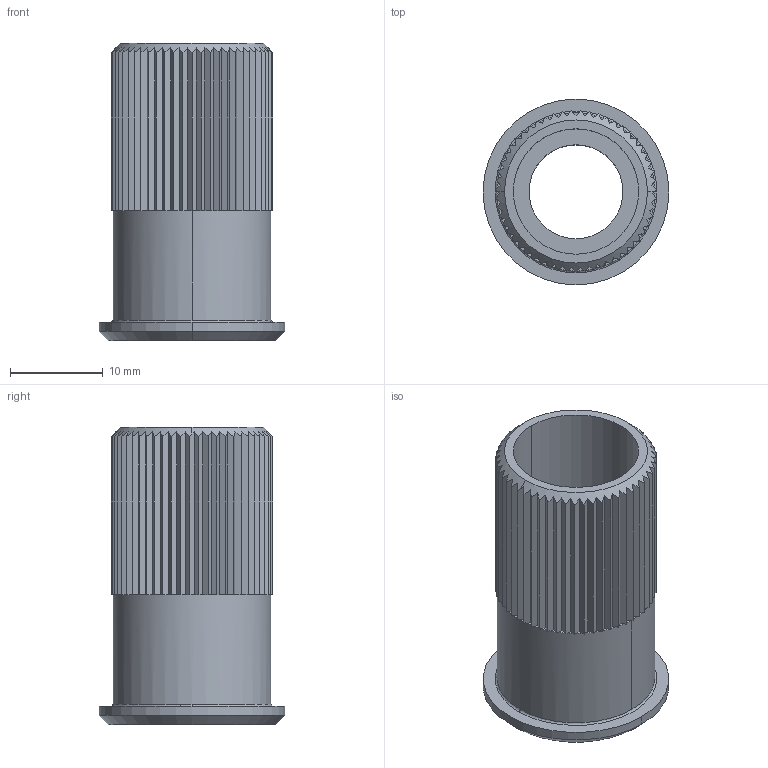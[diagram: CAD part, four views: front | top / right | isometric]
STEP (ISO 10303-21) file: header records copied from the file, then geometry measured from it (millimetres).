
FILE_DESCRIPTION (( 'STEP AP203' ), '1' );
FILE_NAME ('403504790_c_1.STEP', '2022-10-01T16:08:56', ( '' ), ( '' ), 'SwSTEP 2.0', 'SolidWorks 2014', '' );
FILE_SCHEMA (( 'CONFIG_CONTROL_DESIGN' ));
Length unit declared in the file: millimetre
Products named in the file (1): 403504790_c_1
Bounding box: 20 x 20 x 32 mm (x, y, z)
Volume: 3994.2 mm3; surface area: 3671.5 mm2
Topology: 1 solids, 1 shells, 240 faces, 596 edges, 360 vertices
Faces by surface type: plane 224, cylinder 8, cone 6, bspline 2
Entity records: 7347 total; most frequent: CARTESIAN_POINT 1743, ORIENTED_EDGE 1192, DIRECTION 1094, EDGE_CURVE 596, AXIS2_PLACEMENT_3D 375, VERTEX_POINT 360, VECTOR 344, LINE 344
